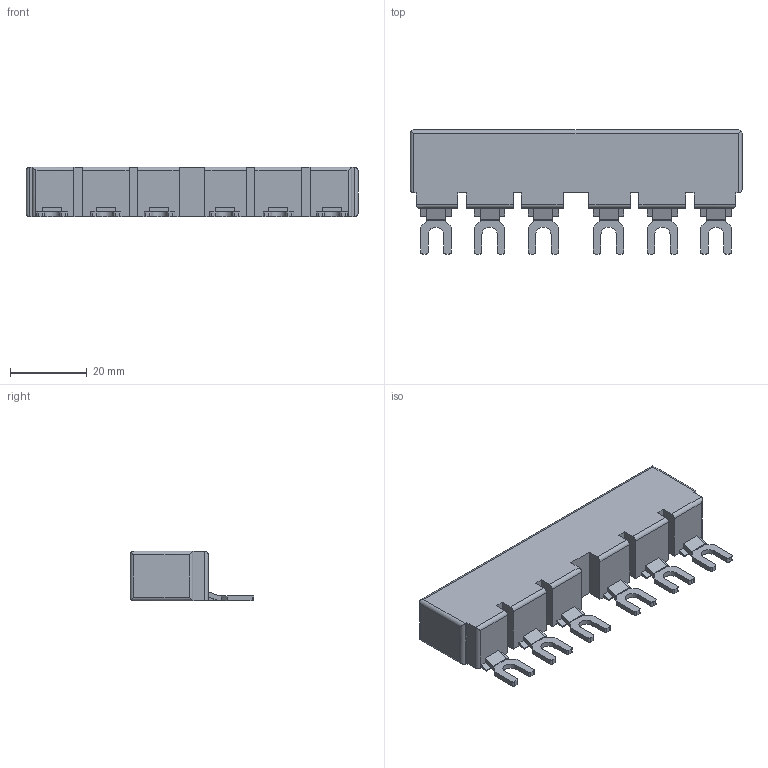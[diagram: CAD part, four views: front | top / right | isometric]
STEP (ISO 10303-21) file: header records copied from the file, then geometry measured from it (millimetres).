
FILE_DESCRIPTION(('FreeCAD Model'),'2;1');
FILE_NAME('3D-KT5-32-DB-45-2.step','2020-05-01T11:38:32',( 'Author'),(''),'Open CASCADE STEP processor 7.2','FreeCAD','Unknown' );
FILE_SCHEMA(('AUTOMOTIVE_DESIGN { 1 0 10303 214 1 1 1 1 }'));
Length unit declared in the file: millimetre
Products named in the file (3): 10004811726_ASM; 10004811724; 10004811725005
Assembly tree (7 placements, depth 2):
  10004811726_ASM
    10004811724
    10004811725005  x6
Bounding box: 86.5 x 32.3 x 13 mm (x, y, z)
Volume: 22407.2 mm3; surface area: 7778.1 mm2
Topology: 7 solids, 7 shells, 204 faces, 564 edges, 374 vertices
Faces by surface type: plane 138, cylinder 66
Entity records: 7701 total; most frequent: CARTESIAN_POINT 2377, DIRECTION 968, LINE 662, VECTOR 662, ORIENTED_EDGE 528, PCURVE 528, DEFINITIONAL_REPRESENTATION 528, EDGE_CURVE 264
